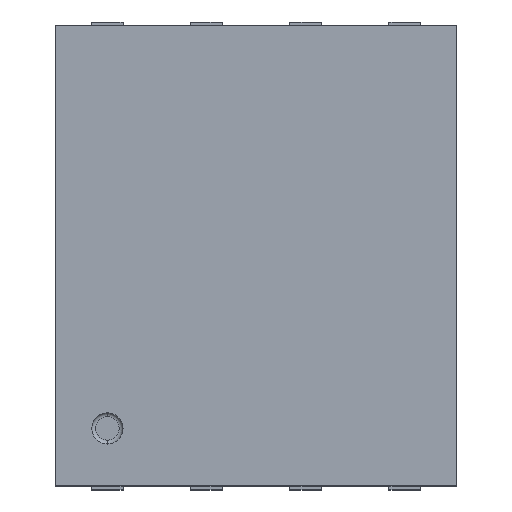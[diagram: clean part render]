
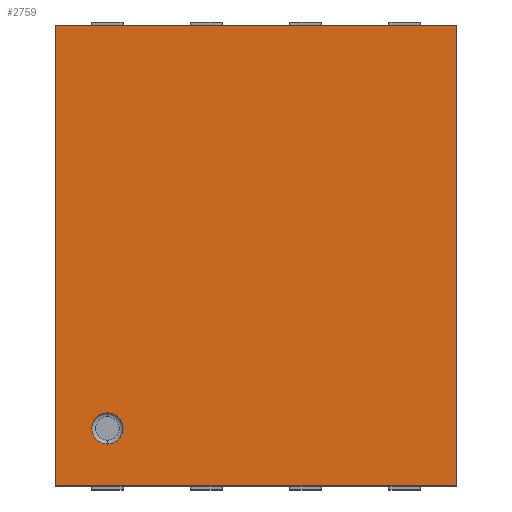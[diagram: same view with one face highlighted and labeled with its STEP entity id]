
A CAD part, top view. The second image highlights one B-rep face of the part: STEP entity #2759.
In plain terms, the highlighted planar face has unit normal (0, 0, 1).
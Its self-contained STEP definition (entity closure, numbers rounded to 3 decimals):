
#2581 = CARTESIAN_POINT ( 'NONE',  ( -1.905, -2.013, 1.1 ) ) ;
#2582 = VERTEX_POINT ( 'NONE', #2581 ) ;
#2590 = CARTESIAN_POINT ( 'NONE',  ( -1.905, -2.413, 1.1 ) ) ;
#2591 = VERTEX_POINT ( 'NONE', #2590 ) ;
#2592 = CARTESIAN_POINT ( 'NONE',  ( -1.905, -2.213, 1.1 ) ) ;
#2593 = DIRECTION ( 'NONE',  ( 0., 0., 1. ) ) ;
#2594 = DIRECTION ( 'NONE',  ( 0., -1., 0. ) ) ;
#2595 = AXIS2_PLACEMENT_3D ( 'NONE', #2592, #2593, #2594 ) ;
#2596 = CIRCLE ( 'NONE', #2595, 0.2) ;
#2597 = EDGE_CURVE ( 'NONE', #2582, #2591, #2596, .T. ) ;
#2624 = CARTESIAN_POINT ( 'NONE',  ( -2.575, -2.95, 1.1 ) ) ;
#2625 = VERTEX_POINT ( 'NONE', #2624 ) ;
#2632 = CARTESIAN_POINT ( 'NONE',  ( -2.575, 2.95, 1.1 ) ) ;
#2633 = VERTEX_POINT ( 'NONE', #2632 ) ;
#2634 = CARTESIAN_POINT ( 'NONE',  ( -2.575, -2.95, 1.1 ) ) ;
#2635 = DIRECTION ( 'NONE',  ( 0., -1., 0. ) ) ;
#2636 = VECTOR ( 'NONE', #2635, 1000. ) ;
#2637 = LINE ( 'NONE', #2634, #2636 ) ;
#2638 = EDGE_CURVE ( 'NONE', #2633, #2625, #2637, .T. ) ;
#2662 = CARTESIAN_POINT ( 'NONE',  ( 2.575, -2.95, 1.1 ) ) ;
#2663 = VERTEX_POINT ( 'NONE', #2662 ) ;
#2670 = CARTESIAN_POINT ( 'NONE',  ( 2.575, -2.95, 1.1 ) ) ;
#2671 = DIRECTION ( 'NONE',  ( 1., 0., 0. ) ) ;
#2672 = VECTOR ( 'NONE', #2671, 1000. ) ;
#2673 = LINE ( 'NONE', #2670, #2672 ) ;
#2674 = EDGE_CURVE ( 'NONE', #2625, #2663, #2673, .T. ) ;
#2693 = CARTESIAN_POINT ( 'NONE',  ( 2.575, 2.95, 1.1 ) ) ;
#2694 = VERTEX_POINT ( 'NONE', #2693 ) ;
#2701 = CARTESIAN_POINT ( 'NONE',  ( 2.575, -2.95, 1.1 ) ) ;
#2702 = DIRECTION ( 'NONE',  ( 0., 1., 0. ) ) ;
#2703 = VECTOR ( 'NONE', #2702, 1000. ) ;
#2704 = LINE ( 'NONE', #2701, #2703 ) ;
#2705 = EDGE_CURVE ( 'NONE', #2663, #2694, #2704, .T. ) ;
#2723 = CARTESIAN_POINT ( 'NONE',  ( 2.575, 2.95, 1.1 ) ) ;
#2724 = DIRECTION ( 'NONE',  ( -1., 0., 0. ) ) ;
#2725 = VECTOR ( 'NONE', #2724, 1000. ) ;
#2726 = LINE ( 'NONE', #2723, #2725 ) ;
#2727 = EDGE_CURVE ( 'NONE', #2694, #2633, #2726, .T. ) ;
#2738 = CARTESIAN_POINT ( 'NONE',  ( -1.905, -2.213, 1.1 ) ) ;
#2739 = DIRECTION ( 'NONE',  ( 0., 0., 1. ) ) ;
#2740 = DIRECTION ( 'NONE',  ( 0., -1., 0. ) ) ;
#2741 = AXIS2_PLACEMENT_3D ( 'NONE', #2738, #2739, #2740 ) ;
#2742 = CIRCLE ( 'NONE', #2741, 0.2) ;
#2743 = EDGE_CURVE ( 'NONE', #2591, #2582, #2742, .T. ) ;
#2744 = ORIENTED_EDGE ( 'NONE', *, *, #2743, .F. ) ;
#2745 = ORIENTED_EDGE ( 'NONE', *, *, #2597, .F. ) ;
#2746 = EDGE_LOOP ( 'NONE', ( #2744, #2745 ) ) ;
#2747 = FACE_BOUND ( 'NONE', #2746, .T. ) ;
#2748 = ORIENTED_EDGE ( 'NONE', *, *, #2638, .T. ) ;
#2749 = ORIENTED_EDGE ( 'NONE', *, *, #2674, .T. ) ;
#2750 = ORIENTED_EDGE ( 'NONE', *, *, #2705, .T. ) ;
#2751 = ORIENTED_EDGE ( 'NONE', *, *, #2727, .T. ) ;
#2752 = EDGE_LOOP ( 'NONE', ( #2748, #2749, #2750, #2751 ) ) ;
#2753 = FACE_OUTER_BOUND ( 'NONE', #2752, .T. ) ;
#2754 = CARTESIAN_POINT ( 'NONE',  ( 0., 0., 1.1 ) ) ;
#2755 = DIRECTION ( 'NONE',  ( 0., 0., 1. ) ) ;
#2756 = DIRECTION ( 'NONE',  ( 0., -1., 0. ) ) ;
#2757 = AXIS2_PLACEMENT_3D ( 'NONE', #2754, #2755, #2756 ) ;
#2758 = PLANE ( 'NONE', #2757 ) ;
#2759 = ADVANCED_FACE ( 'NONE', ( #2747, #2753 ), #2758, .T. ) ;
